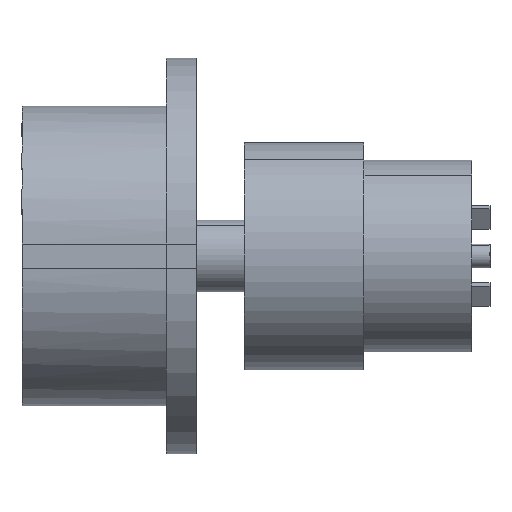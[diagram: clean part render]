
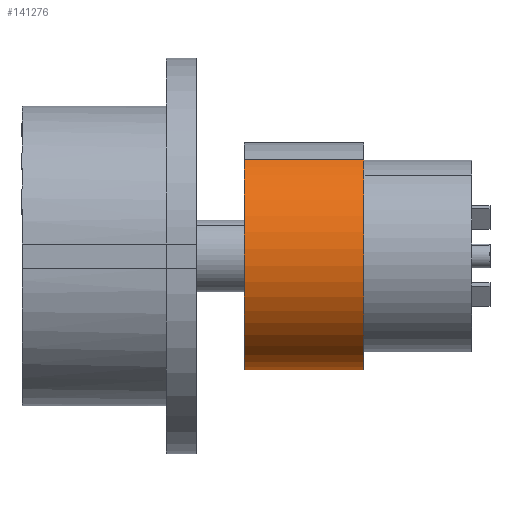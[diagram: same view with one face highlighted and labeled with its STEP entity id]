
A CAD part, left-side view. The second image highlights one B-rep face of the part: STEP entity #141276.
In plain terms, the highlighted free-form (B-spline) face has degree [2, 1] with [5, 2] control points.
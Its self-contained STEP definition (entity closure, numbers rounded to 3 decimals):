
#141145 = VERTEX_POINT('',#141146);
#141146 = CARTESIAN_POINT('',(-26.54,-7.267,
    14.551));
#141147 = VERTEX_POINT('',#141148);
#141148 = CARTESIAN_POINT('',(-7.978,-7.267,
    -14.551));
#141156 = EDGE_CURVE('',#141145,#141157,#141159,.T.);
#141157 = VERTEX_POINT('',#141158);
#141158 = CARTESIAN_POINT('',(-26.54,-25.434,
    14.551));
#141159 = B_SPLINE_CURVE_WITH_KNOTS('',1,(#141160,#141161),
  .UNSPECIFIED.,.F.,.F.,(2,2),(-0.,20.),.PIECEWISE_BEZIER_KNOTS.);
#141160 = CARTESIAN_POINT('',(-26.54,-7.267,
    14.551));
#141161 = CARTESIAN_POINT('',(-26.54,-25.434,
    14.551));
#141164 = VERTEX_POINT('',#141165);
#141165 = CARTESIAN_POINT('',(-7.978,-25.434,
    -14.551));
#141173 = EDGE_CURVE('',#141147,#141164,#141174,.T.);
#141174 = B_SPLINE_CURVE_WITH_KNOTS('',1,(#141175,#141176),
  .UNSPECIFIED.,.F.,.F.,(2,2),(-0.,20.),.PIECEWISE_BEZIER_KNOTS.);
#141175 = CARTESIAN_POINT('',(-7.978,-7.267,
    -14.551));
#141176 = CARTESIAN_POINT('',(-7.978,-25.434,
    -14.551));
#141276 = ADVANCED_FACE('',(#141277),#141297,.T.);
#141277 = FACE_BOUND('',#141278,.T.);
#141278 = EDGE_LOOP('',(#141279,#141280,#141288,#141289));
#141279 = ORIENTED_EDGE('',*,*,#141156,.F.);
#141280 = ORIENTED_EDGE('',*,*,#141281,.F.);
#141281 = EDGE_CURVE('',#141147,#141145,#141282,.T.);
#141282 = ( BOUNDED_CURVE() B_SPLINE_CURVE(2,(#141283,#141284,#141285,
#141286,#141287),.UNSPECIFIED.,.F.,.F.) B_SPLINE_CURVE_WITH_KNOTS((3,2,3
    ),(3.142,4.712,6.283),
.PIECEWISE_BEZIER_KNOTS.) CURVE() GEOMETRIC_REPRESENTATION_ITEM() 
RATIONAL_B_SPLINE_CURVE((1.,0.707,1.,0.707,1.)) 
REPRESENTATION_ITEM('') );
#141283 = CARTESIAN_POINT('',(-7.978,-7.267,
    -14.551));
#141284 = CARTESIAN_POINT('',(-22.53,-7.267,
    -23.832));
#141285 = CARTESIAN_POINT('',(-31.81,-7.267,
    -9.281));
#141286 = CARTESIAN_POINT('',(-41.091,-7.267,
    5.271));
#141287 = CARTESIAN_POINT('',(-26.54,-7.267,
    14.551));
#141288 = ORIENTED_EDGE('',*,*,#141173,.T.);
#141289 = ORIENTED_EDGE('',*,*,#141290,.T.);
#141290 = EDGE_CURVE('',#141164,#141157,#141291,.T.);
#141291 = ( BOUNDED_CURVE() B_SPLINE_CURVE(2,(#141292,#141293,#141294,
#141295,#141296),.UNSPECIFIED.,.F.,.F.) B_SPLINE_CURVE_WITH_KNOTS((3,2,3
    ),(3.142,4.712,6.283),
.PIECEWISE_BEZIER_KNOTS.) CURVE() GEOMETRIC_REPRESENTATION_ITEM() 
RATIONAL_B_SPLINE_CURVE((1.,0.707,1.,0.707,1.)) 
REPRESENTATION_ITEM('') );
#141292 = CARTESIAN_POINT('',(-7.978,-25.434,
    -14.551));
#141293 = CARTESIAN_POINT('',(-22.53,-25.434,
    -23.832));
#141294 = CARTESIAN_POINT('',(-31.81,-25.434,
    -9.281));
#141295 = CARTESIAN_POINT('',(-41.091,-25.434,
    5.271));
#141296 = CARTESIAN_POINT('',(-26.54,-25.434,
    14.551));
#141297 = ( BOUNDED_SURFACE() B_SPLINE_SURFACE(2,1,(
    (#141298,#141299)
    ,(#141300,#141301)
    ,(#141302,#141303)
    ,(#141304,#141305)
    ,(#141306,#141307
)),.UNSPECIFIED.,.F.,.F.,.F.) B_SPLINE_SURFACE_WITH_KNOTS((3,2,3),(2,2),
  (3.142,4.712,6.283),(0.,20.),
.PIECEWISE_BEZIER_KNOTS.) GEOMETRIC_REPRESENTATION_ITEM() 
RATIONAL_B_SPLINE_SURFACE((
    (1.,1.)
    ,(0.707,0.707)
    ,(1.,1.)
    ,(0.707,0.707)
,(1.,1.))) REPRESENTATION_ITEM('') SURFACE() );
#141298 = CARTESIAN_POINT('',(-26.54,-7.267,
    14.551));
#141299 = CARTESIAN_POINT('',(-26.54,-25.434,
    14.551));
#141300 = CARTESIAN_POINT('',(-41.091,-7.267,
    5.271));
#141301 = CARTESIAN_POINT('',(-41.091,-25.434,
    5.271));
#141302 = CARTESIAN_POINT('',(-31.81,-7.267,
    -9.281));
#141303 = CARTESIAN_POINT('',(-31.81,-25.434,
    -9.281));
#141304 = CARTESIAN_POINT('',(-22.53,-7.267,
    -23.832));
#141305 = CARTESIAN_POINT('',(-22.53,-25.434,
    -23.832));
#141306 = CARTESIAN_POINT('',(-7.978,-7.267,
    -14.551));
#141307 = CARTESIAN_POINT('',(-7.978,-25.434,
    -14.551));
